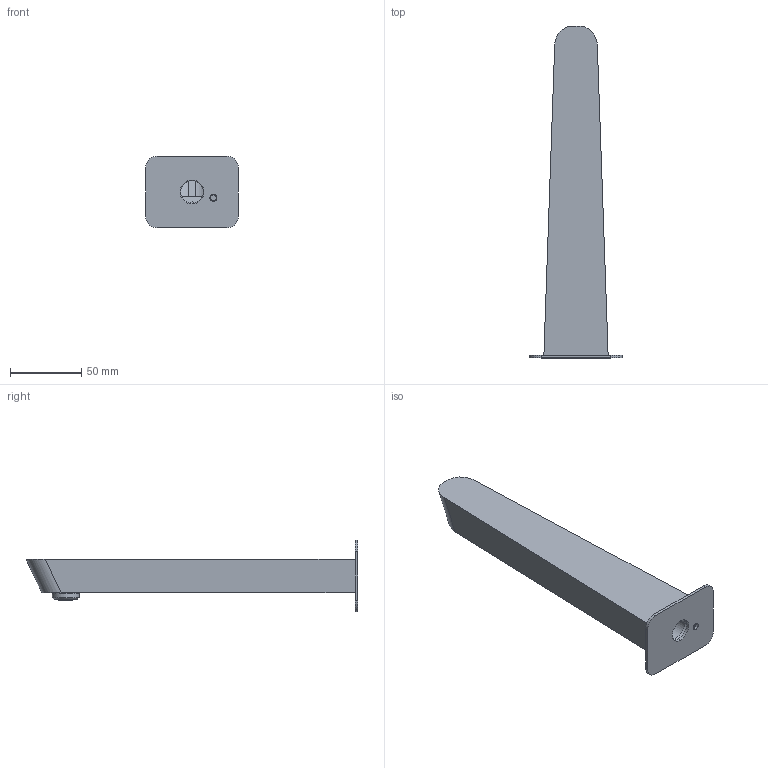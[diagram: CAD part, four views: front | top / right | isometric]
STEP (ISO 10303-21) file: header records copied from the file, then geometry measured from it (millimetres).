
FILE_DESCRIPTION (( 'STEP AP203' ), '1' );
FILE_NAME ('AAZP05148.STEP', '2024-07-08T09:05:57', ( '' ), ( '' ), 'SwSTEP 2.0', 'SolidWorks 2021', '' );
FILE_SCHEMA (( 'CONFIG_CONTROL_DESIGN' ));
Length unit declared in the file: millimetre
Products named in the file (1): AAZP05148
Bounding box: 65 x 232.42 x 50 mm (x, y, z)
Volume: 96991.9 mm3; surface area: 67142.3 mm2
Topology: 5 solids, 5 shells, 1970 faces, 5074 edges, 3371 vertices
Faces by surface type: plane 1829, cylinder 107, cone 25, bspline 5, sphere 4
Entity records: 63551 total; most frequent: CARTESIAN_POINT 14345, DIRECTION 10178, ORIENTED_EDGE 10144, EDGE_CURVE 5072, VECTOR 3572, LINE 3572, VERTEX_POINT 3371, AXIS2_PLACEMENT_3D 3303
